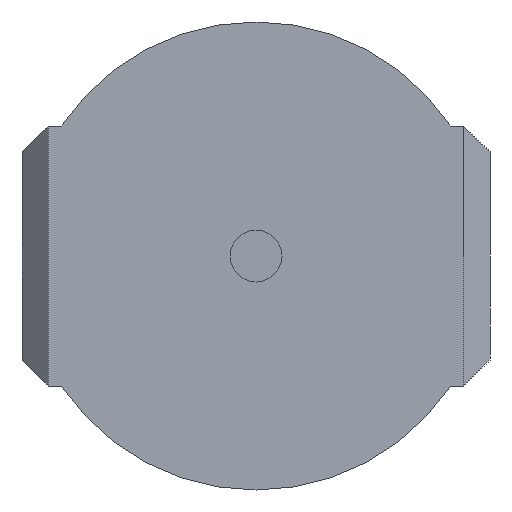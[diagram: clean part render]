
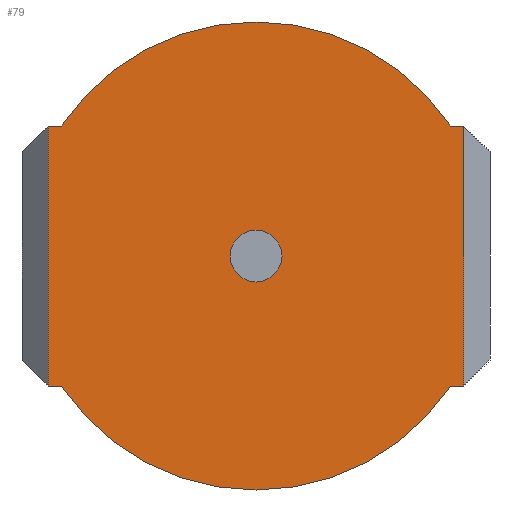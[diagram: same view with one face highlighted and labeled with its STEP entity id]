
A CAD part, front view. The second image highlights one B-rep face of the part: STEP entity #79.
In plain terms, the highlighted planar face has unit normal (0, -1, 0).
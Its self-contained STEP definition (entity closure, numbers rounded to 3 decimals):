
#42 = VERTEX_POINT ( 'NONE', #340 ) ;
#56 = CARTESIAN_POINT ( 'NONE',  ( 0., 0., 0. ) ) ;
#61 = CARTESIAN_POINT ( 'NONE',  ( 30., 0., -25. ) ) ;
#66 = VERTEX_POINT ( 'NONE', #285 ) ;
#69 = VECTOR ( 'NONE', #143, 1000. ) ;
#79 = ADVANCED_FACE ( 'NONE', ( #182, #273 ), #834, .F. ) ;
#108 = VERTEX_POINT ( 'NONE', #517 ) ;
#111 = EDGE_CURVE ( 'NONE', #365, #210, #840, .T. ) ;
#121 = ORIENTED_EDGE ( 'NONE', *, *, #944, .F. ) ;
#124 = LINE ( 'NONE', #369, #998 ) ;
#143 = DIRECTION ( 'NONE',  ( -1., 0., 0. ) ) ;
#145 = DIRECTION ( 'NONE',  ( 1., 0., 0. ) ) ;
#150 = DIRECTION ( 'NONE',  ( 0., 0., -1. ) ) ;
#160 = CARTESIAN_POINT ( 'NONE',  ( 40., 0., 25. ) ) ;
#164 = AXIS2_PLACEMENT_3D ( 'NONE', #773, #1003, #545 ) ;
#165 = CIRCLE ( 'NONE', #180, 45. ) ;
#168 = CARTESIAN_POINT ( 'NONE',  ( 0., 0., 0. ) ) ;
#180 = AXIS2_PLACEMENT_3D ( 'NONE', #168, #336, #967 ) ;
#181 = CIRCLE ( 'NONE', #978, 45. ) ;
#182 = FACE_BOUND ( 'NONE', #535, .T. ) ;
#197 = ORIENTED_EDGE ( 'NONE', *, *, #867, .F. ) ;
#198 = CARTESIAN_POINT ( 'NONE',  ( 37.417, 0., 25. ) ) ;
#206 = DIRECTION ( 'NONE',  ( 0., 0., 1. ) ) ;
#210 = VERTEX_POINT ( 'NONE', #690 ) ;
#211 = DIRECTION ( 'NONE',  ( 0., 0., 1. ) ) ;
#221 = VECTOR ( 'NONE', #145, 1000. ) ;
#228 = EDGE_CURVE ( 'NONE', #426, #66, #244, .T. ) ;
#242 = CARTESIAN_POINT ( 'NONE',  ( 0., 0., 5. ) ) ;
#244 = CIRCLE ( 'NONE', #450, 45. ) ;
#250 = DIRECTION ( 'NONE',  ( 0., 0., 1. ) ) ;
#270 = LINE ( 'NONE', #353, #715 ) ;
#273 = FACE_OUTER_BOUND ( 'NONE', #337, .T. ) ;
#277 = ORIENTED_EDGE ( 'NONE', *, *, #651, .F. ) ;
#279 = EDGE_CURVE ( 'NONE', #42, #388, #870, .T. ) ;
#284 = EDGE_CURVE ( 'NONE', #66, #500, #371, .T. ) ;
#285 = CARTESIAN_POINT ( 'NONE',  ( -37.417, 0., -25. ) ) ;
#307 = LINE ( 'NONE', #851, #381 ) ;
#329 = CARTESIAN_POINT ( 'NONE',  ( 0., 0., 0. ) ) ;
#334 = ORIENTED_EDGE ( 'NONE', *, *, #719, .T. ) ;
#336 = DIRECTION ( 'NONE',  ( 0., 1., 0. ) ) ;
#337 = EDGE_LOOP ( 'NONE', ( #607, #642, #780, #421, #277, #417, #334, #197, #405 ) ) ;
#340 = CARTESIAN_POINT ( 'NONE',  ( 0., 0., -5. ) ) ;
#353 = CARTESIAN_POINT ( 'NONE',  ( 40., 0., 0. ) ) ;
#365 = VERTEX_POINT ( 'NONE', #881 ) ;
#369 = CARTESIAN_POINT ( 'NONE',  ( 30., 0., 25. ) ) ;
#371 = LINE ( 'NONE', #871, #69 ) ;
#381 = VECTOR ( 'NONE', #524, 1000. ) ;
#388 = VERTEX_POINT ( 'NONE', #242 ) ;
#398 = CARTESIAN_POINT ( 'NONE',  ( 0., 0., -45. ) ) ;
#405 = ORIENTED_EDGE ( 'NONE', *, *, #1014, .F. ) ;
#417 = ORIENTED_EDGE ( 'NONE', *, *, #961, .T. ) ;
#421 = ORIENTED_EDGE ( 'NONE', *, *, #228, .F. ) ;
#426 = VERTEX_POINT ( 'NONE', #398 ) ;
#450 = AXIS2_PLACEMENT_3D ( 'NONE', #934, #865, #211 ) ;
#500 = VERTEX_POINT ( 'NONE', #754 ) ;
#504 = CARTESIAN_POINT ( 'NONE',  ( -30., 0., 25. ) ) ;
#507 = DIRECTION ( 'NONE',  ( 0., 0., 1. ) ) ;
#514 = VECTOR ( 'NONE', #828, 1000. ) ;
#517 = CARTESIAN_POINT ( 'NONE',  ( 37.417, 0., -25. ) ) ;
#524 = DIRECTION ( 'NONE',  ( 0., 0., -1. ) ) ;
#535 = EDGE_LOOP ( 'NONE', ( #1005, #121 ) ) ;
#542 = VERTEX_POINT ( 'NONE', #198 ) ;
#545 = DIRECTION ( 'NONE',  ( 0., 0., -1. ) ) ;
#607 = ORIENTED_EDGE ( 'NONE', *, *, #111, .T. ) ;
#638 = AXIS2_PLACEMENT_3D ( 'NONE', #669, #824, #206 ) ;
#642 = ORIENTED_EDGE ( 'NONE', *, *, #956, .T. ) ;
#651 = EDGE_CURVE ( 'NONE', #108, #426, #165, .T. ) ;
#659 = VERTEX_POINT ( 'NONE', #880 ) ;
#669 = CARTESIAN_POINT ( 'NONE',  ( 0., 0., 0. ) ) ;
#680 = AXIS2_PLACEMENT_3D ( 'NONE', #56, #706, #150 ) ;
#686 = VERTEX_POINT ( 'NONE', #160 ) ;
#690 = CARTESIAN_POINT ( 'NONE',  ( -40., 0., 25. ) ) ;
#706 = DIRECTION ( 'NONE',  ( 0., -1., 0. ) ) ;
#715 = VECTOR ( 'NONE', #507, 1000. ) ;
#719 = EDGE_CURVE ( 'NONE', #659, #686, #270, .T. ) ;
#754 = CARTESIAN_POINT ( 'NONE',  ( -40., 0., -25. ) ) ;
#773 = CARTESIAN_POINT ( 'NONE',  ( 0., 0., 0. ) ) ;
#780 = ORIENTED_EDGE ( 'NONE', *, *, #284, .F. ) ;
#784 = LINE ( 'NONE', #61, #221 ) ;
#824 = DIRECTION ( 'NONE',  ( 0., 1., 0. ) ) ;
#828 = DIRECTION ( 'NONE',  ( -1., 0., 0. ) ) ;
#834 = PLANE ( 'NONE',  #638 ) ;
#839 = CIRCLE ( 'NONE', #680, 5. ) ;
#840 = LINE ( 'NONE', #504, #514 ) ;
#851 = CARTESIAN_POINT ( 'NONE',  ( -40., 0., -25. ) ) ;
#865 = DIRECTION ( 'NONE',  ( 0., 1., 0. ) ) ;
#867 = EDGE_CURVE ( 'NONE', #542, #686, #124, .T. ) ;
#870 = CIRCLE ( 'NONE', #164, 5. ) ;
#871 = CARTESIAN_POINT ( 'NONE',  ( -30., 0., -25. ) ) ;
#879 = DIRECTION ( 'NONE',  ( 0., 1., 0. ) ) ;
#880 = CARTESIAN_POINT ( 'NONE',  ( 40., 0., -25. ) ) ;
#881 = CARTESIAN_POINT ( 'NONE',  ( -37.417, 0., 25. ) ) ;
#934 = CARTESIAN_POINT ( 'NONE',  ( 0., 0., 0. ) ) ;
#944 = EDGE_CURVE ( 'NONE', #388, #42, #839, .T. ) ;
#956 = EDGE_CURVE ( 'NONE', #210, #500, #307, .T. ) ;
#961 = EDGE_CURVE ( 'NONE', #108, #659, #784, .T. ) ;
#967 = DIRECTION ( 'NONE',  ( 0., 0., 1. ) ) ;
#978 = AXIS2_PLACEMENT_3D ( 'NONE', #329, #879, #250 ) ;
#998 = VECTOR ( 'NONE', #1001, 1000. ) ;
#1001 = DIRECTION ( 'NONE',  ( 1., 0., 0. ) ) ;
#1003 = DIRECTION ( 'NONE',  ( 0., -1., 0. ) ) ;
#1005 = ORIENTED_EDGE ( 'NONE', *, *, #279, .F. ) ;
#1014 = EDGE_CURVE ( 'NONE', #365, #542, #181, .T. ) ;
